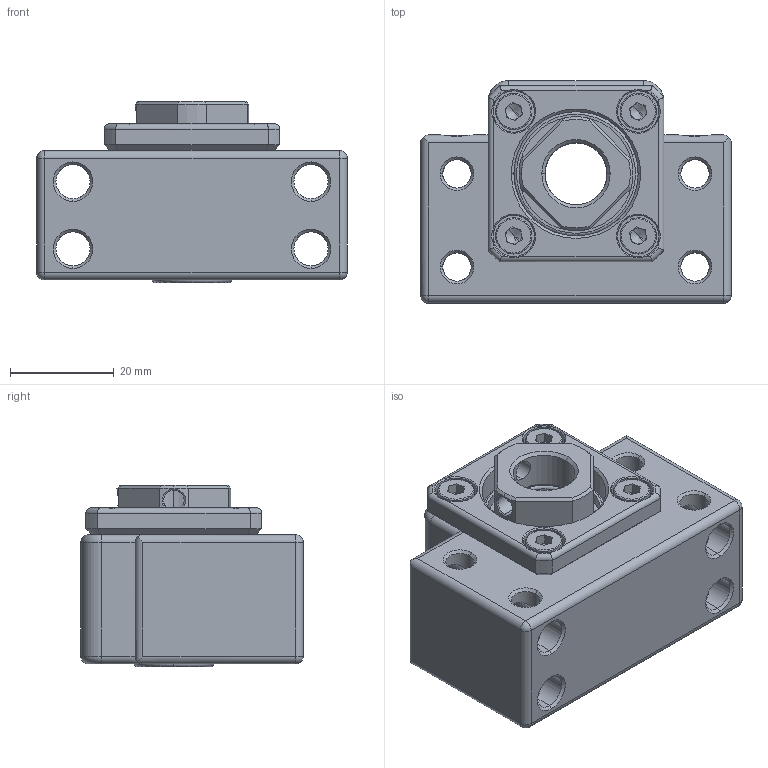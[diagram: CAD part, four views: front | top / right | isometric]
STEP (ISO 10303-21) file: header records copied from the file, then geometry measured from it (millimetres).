
FILE_DESCRIPTION (( 'STEP AP214' ), '1' );
FILE_NAME ('BK12疒玉.STEP', '2018-12-10T05:01:41', ( 'Windows 荤侩磊' ), ( '' ), 'SwSTEP 2.0', 'SolidWorks 2013', '' );
FILE_SCHEMA (( 'AUTOMOTIVE_DESIGN' ));
Length unit declared in the file: millimetre
Products named in the file (8): M4 x 12螺絲; BK12鎖固螺帽(成_); BK12間隔圈; BK12軸承_(成_); BK12軸封; 7001A 軸承; BK12軸承座_體(成_); BK12疒玉
Assembly tree (13 placements, depth 2):
  BK12疒玉
    BK12軸承座_體(成_)
    7001A 軸承  x2
    BK12軸封  x2
    BK12軸承_(成_)
    BK12間隔圈  x2
    BK12鎖固螺帽(成_)
    M4 x 12螺絲  x4
Bounding box: 60 x 43 x 35 mm (x, y, z)
Volume: 48642 mm3; surface area: 29715.2 mm2
Topology: 37 solids, 37 shells, 634 faces, 1525 edges, 905 vertices
Faces by surface type: cylinder 191, plane 139, cone 130, torus 98, sphere 48, bspline 28
Entity records: 18718 total; most frequent: CARTESIAN_POINT 7848, DIRECTION 2232, ORIENTED_EDGE 2082, EDGE_CURVE 1041, AXIS2_PLACEMENT_3D 934, VERTEX_POINT 626, EDGE_LOOP 503, CIRCLE 489
